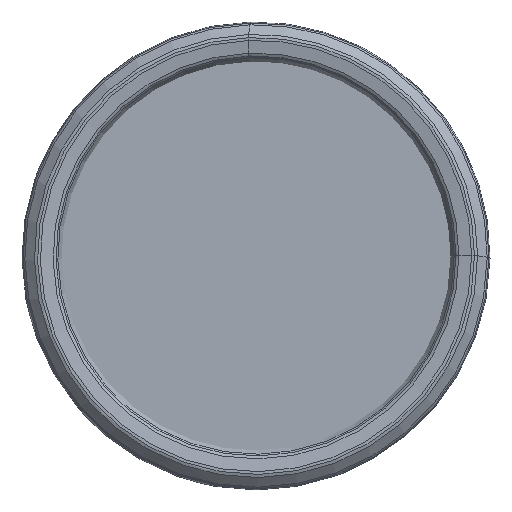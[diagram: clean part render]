
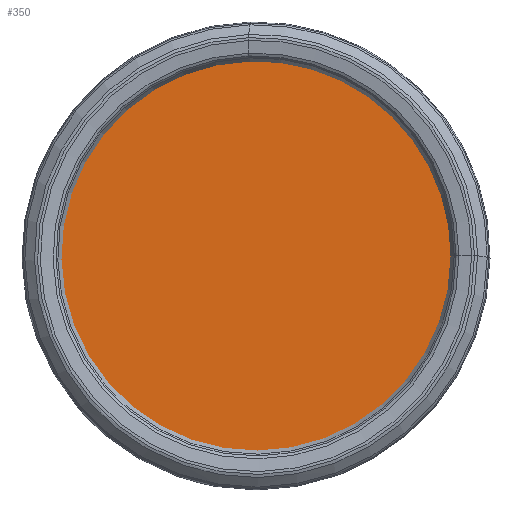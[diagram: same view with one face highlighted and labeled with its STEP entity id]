
A CAD part, left-side view. The second image highlights one B-rep face of the part: STEP entity #350.
In plain terms, the highlighted planar face has unit normal (-1, 0, 0).
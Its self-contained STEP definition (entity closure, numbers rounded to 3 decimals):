
#56=PLANE('',#1136);
#350=ADVANCED_FACE('',(#436),#56,.F.);
#436=FACE_OUTER_BOUND('',#522,.T.);
#522=EDGE_LOOP('',(#812));
#601=CIRCLE('',#1134,84.358);
#812=ORIENTED_EDGE('',*,*,#983,.T.);
#877=VERTEX_POINT('',#2236);
#983=EDGE_CURVE('',#877,#877,#601,.T.);
#1134=AXIS2_PLACEMENT_3D('',#2235,#1358,#1359);
#1136=AXIS2_PLACEMENT_3D('',#2238,#1362,#1363);
#1358=DIRECTION('',(-1.,0.,0.));
#1359=DIRECTION('',(0.,0.,1.));
#1362=DIRECTION('',(1.,0.,0.));
#1363=DIRECTION('',(0.,0.,-1.));
#2235=CARTESIAN_POINT('',(5.5,0.,0.));
#2236=CARTESIAN_POINT('',(5.5,0.,84.358));
#2238=CARTESIAN_POINT('',(5.5,70.5,0.));
